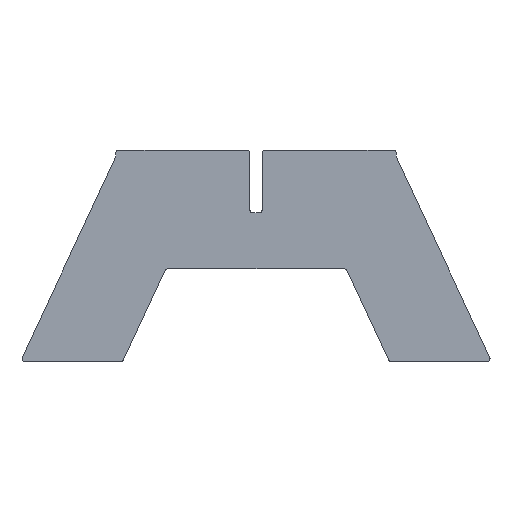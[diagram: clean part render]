
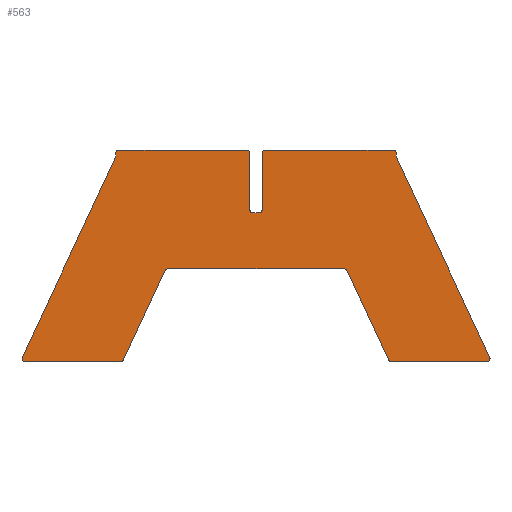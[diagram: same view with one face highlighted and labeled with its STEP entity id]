
A CAD part, top view. The second image highlights one B-rep face of the part: STEP entity #563.
In plain terms, the highlighted planar face has unit normal (0, 0, 1).
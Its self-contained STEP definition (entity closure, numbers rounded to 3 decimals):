
#20=PLANE($,#615);
#41=FACE_OUTER_BOUND($,#71,.T.);
#71=EDGE_LOOP($,(#438,#439,#440,#441,#442,#443,#444,#445,#446,#447,#448,
#449,#450,#451,#452,#453,#454,#455,#456,#457,#458,#459,#460,#461,#462,#463,
#464,#465));
#92=LINE($,#829,#148);
#96=LINE($,#841,#152);
#114=LINE($,#904,#170);
#115=LINE($,#907,#171);
#119=LINE($,#916,#175);
#120=LINE($,#919,#176);
#121=LINE($,#923,#177);
#122=LINE($,#927,#178);
#123=LINE($,#931,#179);
#124=LINE($,#935,#180);
#125=LINE($,#939,#181);
#126=LINE($,#943,#182);
#127=LINE($,#947,#183);
#128=LINE($,#951,#184);
#148=VECTOR($,#655,6.);
#152=VECTOR($,#667,55.);
#170=VECTOR($,#721,55.);
#171=VECTOR($,#724,125.);
#175=VECTOR($,#734,125.);
#176=VECTOR($,#737,2.835);
#177=VECTOR($,#740,215.301);
#178=VECTOR($,#743,93.38);
#179=VECTOR($,#746,96.178);
#180=VECTOR($,#749,172.177);
#181=VECTOR($,#752,96.178);
#182=VECTOR($,#755,93.38);
#183=VECTOR($,#758,215.301);
#184=VECTOR($,#761,2.835);
#202=CIRCLE($,#586,3.);
#204=CIRCLE($,#590,3.);
#206=CIRCLE($,#594,3.);
#219=CIRCLE($,#609,3.);
#220=CIRCLE($,#613,3.);
#221=CIRCLE($,#616,3.);
#222=CIRCLE($,#617,3.);
#223=CIRCLE($,#618,3.);
#224=CIRCLE($,#619,3.);
#225=CIRCLE($,#620,3.);
#226=CIRCLE($,#621,3.);
#227=CIRCLE($,#622,3.);
#228=CIRCLE($,#623,3.);
#229=CIRCLE($,#624,3.);
#230=VERTEX_POINT($,#819);
#231=VERTEX_POINT($,#820);
#234=VERTEX_POINT($,#828);
#236=VERTEX_POINT($,#834);
#238=VERTEX_POINT($,#840);
#240=VERTEX_POINT($,#846);
#264=VERTEX_POINT($,#898);
#265=VERTEX_POINT($,#900);
#266=VERTEX_POINT($,#906);
#267=VERTEX_POINT($,#910);
#268=VERTEX_POINT($,#911);
#269=VERTEX_POINT($,#918);
#270=VERTEX_POINT($,#920);
#271=VERTEX_POINT($,#922);
#272=VERTEX_POINT($,#924);
#273=VERTEX_POINT($,#926);
#274=VERTEX_POINT($,#928);
#275=VERTEX_POINT($,#930);
#276=VERTEX_POINT($,#932);
#277=VERTEX_POINT($,#934);
#278=VERTEX_POINT($,#936);
#279=VERTEX_POINT($,#938);
#280=VERTEX_POINT($,#940);
#281=VERTEX_POINT($,#942);
#282=VERTEX_POINT($,#944);
#283=VERTEX_POINT($,#946);
#284=VERTEX_POINT($,#948);
#285=VERTEX_POINT($,#950);
#286=EDGE_CURVE($,#230,#231,#202,.T.);
#290=EDGE_CURVE($,#234,#231,#92,.T.);
#293=EDGE_CURVE($,#234,#236,#204,.T.);
#296=EDGE_CURVE($,#238,#236,#96,.T.);
#299=EDGE_CURVE($,#238,#240,#206,.T.);
#326=EDGE_CURVE($,#264,#265,#219,.T.);
#328=EDGE_CURVE($,#230,#265,#114,.T.);
#329=EDGE_CURVE($,#266,#240,#115,.T.);
#331=EDGE_CURVE($,#267,#268,#220,.T.);
#334=EDGE_CURVE($,#264,#268,#119,.T.);
#335=EDGE_CURVE($,#267,#269,#120,.T.);
#336=EDGE_CURVE($,#270,#269,#221,.T.);
#337=EDGE_CURVE($,#270,#271,#121,.T.);
#338=EDGE_CURVE($,#272,#271,#222,.T.);
#339=EDGE_CURVE($,#272,#273,#122,.T.);
#340=EDGE_CURVE($,#274,#273,#223,.T.);
#341=EDGE_CURVE($,#274,#275,#123,.T.);
#342=EDGE_CURVE($,#276,#275,#224,.T.);
#343=EDGE_CURVE($,#276,#277,#124,.T.);
#344=EDGE_CURVE($,#278,#277,#225,.T.);
#345=EDGE_CURVE($,#278,#279,#125,.T.);
#346=EDGE_CURVE($,#280,#279,#226,.T.);
#347=EDGE_CURVE($,#280,#281,#126,.T.);
#348=EDGE_CURVE($,#282,#281,#227,.T.);
#349=EDGE_CURVE($,#282,#283,#127,.T.);
#350=EDGE_CURVE($,#284,#283,#228,.T.);
#351=EDGE_CURVE($,#284,#285,#128,.T.);
#352=EDGE_CURVE($,#266,#285,#229,.T.);
#438=ORIENTED_EDGE($,*,*,#299,.F.);
#439=ORIENTED_EDGE($,*,*,#296,.T.);
#440=ORIENTED_EDGE($,*,*,#293,.F.);
#441=ORIENTED_EDGE($,*,*,#290,.T.);
#442=ORIENTED_EDGE($,*,*,#286,.F.);
#443=ORIENTED_EDGE($,*,*,#328,.T.);
#444=ORIENTED_EDGE($,*,*,#326,.F.);
#445=ORIENTED_EDGE($,*,*,#334,.T.);
#446=ORIENTED_EDGE($,*,*,#331,.F.);
#447=ORIENTED_EDGE($,*,*,#335,.T.);
#448=ORIENTED_EDGE($,*,*,#336,.F.);
#449=ORIENTED_EDGE($,*,*,#337,.T.);
#450=ORIENTED_EDGE($,*,*,#338,.F.);
#451=ORIENTED_EDGE($,*,*,#339,.T.);
#452=ORIENTED_EDGE($,*,*,#340,.F.);
#453=ORIENTED_EDGE($,*,*,#341,.T.);
#454=ORIENTED_EDGE($,*,*,#342,.F.);
#455=ORIENTED_EDGE($,*,*,#343,.T.);
#456=ORIENTED_EDGE($,*,*,#344,.F.);
#457=ORIENTED_EDGE($,*,*,#345,.T.);
#458=ORIENTED_EDGE($,*,*,#346,.F.);
#459=ORIENTED_EDGE($,*,*,#347,.T.);
#460=ORIENTED_EDGE($,*,*,#348,.F.);
#461=ORIENTED_EDGE($,*,*,#349,.T.);
#462=ORIENTED_EDGE($,*,*,#350,.F.);
#463=ORIENTED_EDGE($,*,*,#351,.T.);
#464=ORIENTED_EDGE($,*,*,#352,.F.);
#465=ORIENTED_EDGE($,*,*,#329,.T.);
#563=ADVANCED_FACE($,(#41),#20,.T.);
#586=AXIS2_PLACEMENT_3D($,#821,#647,#648);
#590=AXIS2_PLACEMENT_3D($,#835,#660,#661);
#594=AXIS2_PLACEMENT_3D($,#847,#672,#673);
#609=AXIS2_PLACEMENT_3D($,#901,#716,#717);
#613=AXIS2_PLACEMENT_3D($,#912,#728,#729);
#615=AXIS2_PLACEMENT_3D($,#917,#735,#736);
#616=AXIS2_PLACEMENT_3D($,#921,#738,#739);
#617=AXIS2_PLACEMENT_3D($,#925,#741,#742);
#618=AXIS2_PLACEMENT_3D($,#929,#744,#745);
#619=AXIS2_PLACEMENT_3D($,#933,#747,#748);
#620=AXIS2_PLACEMENT_3D($,#937,#750,#751);
#621=AXIS2_PLACEMENT_3D($,#941,#753,#754);
#622=AXIS2_PLACEMENT_3D($,#945,#756,#757);
#623=AXIS2_PLACEMENT_3D($,#949,#759,#760);
#624=AXIS2_PLACEMENT_3D($,#952,#762,#763);
#647=DIRECTION('center_axis',(0.,0.,1.));
#648=DIRECTION('ref_axis',(-0.707,-0.707,0.));
#655=DIRECTION($,(-1.,0.,0.));
#660=DIRECTION('center_axis',(0.,0.,1.));
#661=DIRECTION('ref_axis',(0.707,-0.707,0.));
#667=DIRECTION($,(0.,-1.,0.));
#672=DIRECTION('center_axis',(0.,0.,-1.));
#673=DIRECTION('ref_axis',(-0.707,0.707,0.));
#716=DIRECTION('center_axis',(0.,0.,-1.));
#717=DIRECTION('ref_axis',(0.707,0.707,0.));
#721=DIRECTION($,(0.,1.,0.));
#724=DIRECTION($,(-1.,0.,0.));
#728=DIRECTION('center_axis',(0.,0.,-1.));
#729=DIRECTION('ref_axis',(-0.707,0.707,0.));
#734=DIRECTION($,(-1.,0.,0.));
#735=DIRECTION('center_axis',(0.,0.,1.));
#736=DIRECTION('ref_axis',(1.,0.,0.));
#737=DIRECTION($,(0.,-1.,0.));
#738=DIRECTION('center_axis',(0.,0.,1.));
#739=DIRECTION('ref_axis',(0.976,-0.216,0.));
#740=DIRECTION($,(-0.423,-0.906,0.));
#741=DIRECTION('center_axis',(0.,0.,-1.));
#742=DIRECTION('ref_axis',(-0.843,-0.537,0.));
#743=DIRECTION($,(1.,0.,0.));
#744=DIRECTION('center_axis',(0.,0.,-1.));
#745=DIRECTION('ref_axis',(0.537,-0.843,0.));
#746=DIRECTION($,(0.423,0.906,0.));
#747=DIRECTION('center_axis',(0.,0.,1.));
#748=DIRECTION('ref_axis',(-0.537,0.843,0.));
#749=DIRECTION($,(1.,0.,0.));
#750=DIRECTION('center_axis',(0.,0.,1.));
#751=DIRECTION('ref_axis',(0.537,0.843,0.));
#752=DIRECTION($,(0.423,-0.906,0.));
#753=DIRECTION('center_axis',(0.,0.,-1.));
#754=DIRECTION('ref_axis',(-0.537,-0.843,0.));
#755=DIRECTION($,(1.,0.,0.));
#756=DIRECTION('center_axis',(0.,0.,-1.));
#757=DIRECTION('ref_axis',(0.843,-0.537,0.));
#758=DIRECTION($,(-0.423,0.906,0.));
#759=DIRECTION('center_axis',(0.,0.,1.));
#760=DIRECTION('ref_axis',(-0.976,-0.216,0.));
#761=DIRECTION($,(0.,1.,0.));
#762=DIRECTION('center_axis',(0.,0.,-1.));
#763=DIRECTION('ref_axis',(0.707,0.707,0.));
#819=CARTESIAN_POINT('',(224.262,148.5,12.));
#820=CARTESIAN_POINT('',(227.262,145.5,12.));
#821=CARTESIAN_POINT('Origin',(227.262,148.5,12.));
#828=CARTESIAN_POINT('',(233.262,145.5,12.));
#829=CARTESIAN_POINT($,(233.262,145.5,12.));
#834=CARTESIAN_POINT('',(236.262,148.5,12.));
#835=CARTESIAN_POINT('Origin',(233.262,148.5,12.));
#840=CARTESIAN_POINT('',(236.262,203.5,12.));
#841=CARTESIAN_POINT($,(236.262,171.723,12.));
#846=CARTESIAN_POINT('',(239.262,206.5,12.));
#847=CARTESIAN_POINT('Origin',(239.262,203.5,12.));
#898=CARTESIAN_POINT('',(221.262,206.5,12.));
#900=CARTESIAN_POINT('',(224.262,203.5,12.));
#901=CARTESIAN_POINT('Origin',(221.262,203.5,12.));
#904=CARTESIAN_POINT($,(224.262,121.959,12.));
#906=CARTESIAN_POINT('',(364.262,206.5,12.));
#907=CARTESIAN_POINT($,(367.262,206.5,12.));
#910=CARTESIAN_POINT('',(93.262,203.5,12.));
#911=CARTESIAN_POINT('',(96.262,206.5,12.));
#912=CARTESIAN_POINT('Origin',(96.262,203.5,12.));
#916=CARTESIAN_POINT($,(367.262,206.5,12.));
#917=CARTESIAN_POINT('Origin',(230.262,98.419,12.));
#918=CARTESIAN_POINT('',(93.262,200.665,12.));
#919=CARTESIAN_POINT($,(93.262,206.5,12.));
#920=CARTESIAN_POINT('',(92.98,199.397,12.));
#921=CARTESIAN_POINT('Origin',(90.262,200.665,12.));
#922=CARTESIAN_POINT('',(1.99,4.268,12.));
#923=CARTESIAN_POINT($,(93.262,200.,12.));
#924=CARTESIAN_POINT('',(4.709,0.,12.));
#925=CARTESIAN_POINT('Origin',(4.709,3.,12.));
#926=CARTESIAN_POINT('',(98.089,0.,12.));
#927=CARTESIAN_POINT($,(0.,0.,12.));
#928=CARTESIAN_POINT('',(100.808,1.732,12.));
#929=CARTESIAN_POINT('Origin',(98.089,3.,12.));
#930=CARTESIAN_POINT('',(141.454,88.899,12.));
#931=CARTESIAN_POINT($,(100.,0.,12.));
#932=CARTESIAN_POINT('',(144.173,90.631,12.));
#933=CARTESIAN_POINT('Origin',(144.173,87.631,12.));
#934=CARTESIAN_POINT('',(316.35,90.631,12.));
#935=CARTESIAN_POINT($,(142.262,90.631,12.));
#936=CARTESIAN_POINT('',(319.069,88.899,12.));
#937=CARTESIAN_POINT('Origin',(316.35,87.631,12.));
#938=CARTESIAN_POINT('',(359.715,1.732,12.));
#939=CARTESIAN_POINT($,(318.261,90.631,12.));
#940=CARTESIAN_POINT('',(362.434,0.,12.));
#941=CARTESIAN_POINT('Origin',(362.434,3.,12.));
#942=CARTESIAN_POINT('',(455.814,0.,12.));
#943=CARTESIAN_POINT($,(360.523,0.,12.));
#944=CARTESIAN_POINT('',(458.533,4.268,12.));
#945=CARTESIAN_POINT('Origin',(455.814,3.,12.));
#946=CARTESIAN_POINT('',(367.543,199.397,12.));
#947=CARTESIAN_POINT($,(460.523,0.,12.));
#948=CARTESIAN_POINT('',(367.262,200.665,12.));
#949=CARTESIAN_POINT('Origin',(370.262,200.665,12.));
#950=CARTESIAN_POINT('',(367.262,203.5,12.));
#951=CARTESIAN_POINT($,(367.262,200.,12.));
#952=CARTESIAN_POINT('Origin',(364.262,203.5,12.));
